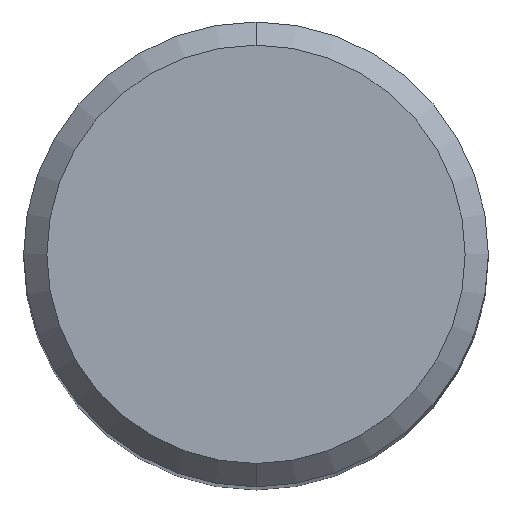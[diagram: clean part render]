
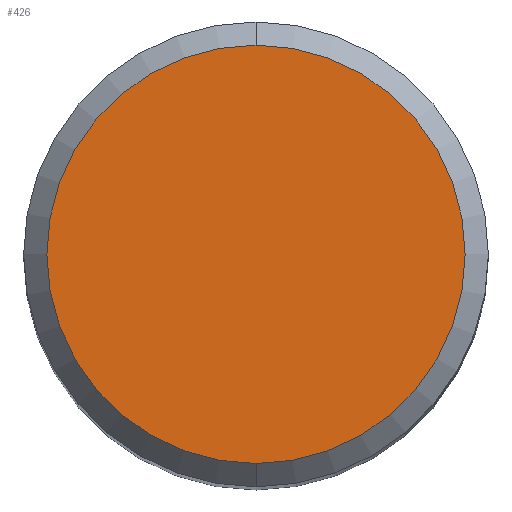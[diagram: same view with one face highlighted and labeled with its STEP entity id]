
A CAD part, top view. The second image highlights one B-rep face of the part: STEP entity #426.
In plain terms, the highlighted planar face has unit normal (0, 0, 1).
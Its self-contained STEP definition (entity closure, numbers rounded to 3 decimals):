
#228=EDGE_CURVE('',#370,#374,#534,.T.);
#238=EDGE_CURVE('',#374,#370,#545,.T.);
#370=VERTEX_POINT('',#690);
#374=VERTEX_POINT('',#695);
#426=ADVANCED_FACE('',(#753),#754,.T.);
#534=CIRCLE('',#910,5.4);
#545=CIRCLE('',#925,5.4);
#690=CARTESIAN_POINT('',(0.0,5.4,0.0));
#695=CARTESIAN_POINT('',(0.,-5.4,0.0));
#753=FACE_OUTER_BOUND('',#1363,.T.);
#754=PLANE('',#1364);
#910=AXIS2_PLACEMENT_3D('',#1535,#1536,#1537);
#925=AXIS2_PLACEMENT_3D('',#1550,#1551,#1552);
#1363=EDGE_LOOP('',(#1799,#1800));
#1364=AXIS2_PLACEMENT_3D('',#1801,#1802,#1803);
#1535=CARTESIAN_POINT('',(0.0,0.0,0.0));
#1536=DIRECTION('',(0.0,0.0,-1.0));
#1537=DIRECTION('',(0.0,1.0,0.0));
#1550=CARTESIAN_POINT('',(0.0,0.0,0.0));
#1551=DIRECTION('',(0.0,0.0,-1.0));
#1552=DIRECTION('',(0.0,1.0,0.0));
#1799=ORIENTED_EDGE('',*,*,#228,.F.);
#1800=ORIENTED_EDGE('',*,*,#238,.F.);
#1801=CARTESIAN_POINT('',(0.0,2.7,0.0));
#1802=DIRECTION('',(-0.0,0.0,1.0));
#1803=DIRECTION('',(0.0,-1.0,0.0));
